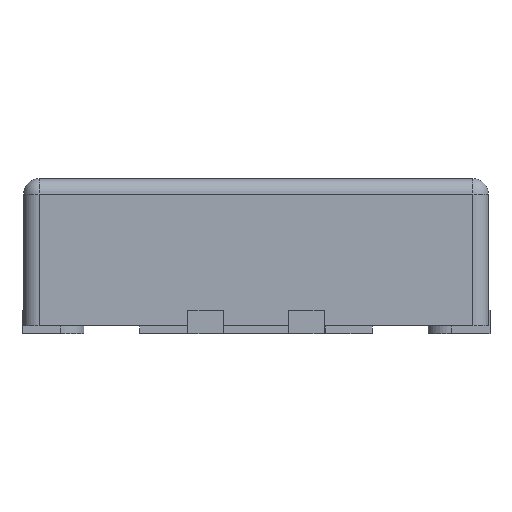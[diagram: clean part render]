
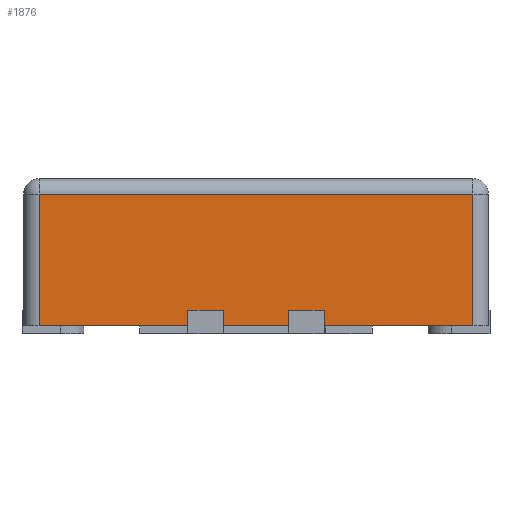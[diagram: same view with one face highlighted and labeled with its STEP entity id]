
A CAD part, front view. The second image highlights one B-rep face of the part: STEP entity #1876.
In plain terms, the highlighted planar face has unit normal (0, -1, 0).
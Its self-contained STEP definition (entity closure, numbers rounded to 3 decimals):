
#13 = FACE_OUTER_BOUND ( 'NONE', #7004, .T. ) ;
#306 = LINE ( 'NONE', #22987, #870 ) ;
#813 = DIRECTION ( 'NONE',  ( 0., 0., 1. ) ) ;
#870 = VECTOR ( 'NONE', #11626, 1000. ) ;
#1392 = VERTEX_POINT ( 'NONE', #8161 ) ;
#1876 = ADVANCED_FACE ( 'NONE', ( #13 ), #23018, .F. ) ;
#2473 = LINE ( 'NONE', #27671, #17679 ) ;
#2742 = DIRECTION ( 'NONE',  ( 0., 0., 1. ) ) ;
#3730 = CARTESIAN_POINT ( 'NONE',  ( 0.44, -1.5, 0.15 ) ) ;
#3977 = ORIENTED_EDGE ( 'NONE', *, *, #8002, .T. ) ;
#4063 = LINE ( 'NONE', #28963, #24808 ) ;
#4753 = CARTESIAN_POINT ( 'NONE',  ( -0.21, -1.5, 1. ) ) ;
#4756 = LINE ( 'NONE', #27583, #28147 ) ;
#5058 = VERTEX_POINT ( 'NONE', #3730 ) ;
#5066 = CARTESIAN_POINT ( 'NONE',  ( -1.5, -1.5, 0.9 ) ) ;
#5314 = CARTESIAN_POINT ( 'NONE',  ( 1.4, -1.5, 0.05 ) ) ;
#5436 = VECTOR ( 'NONE', #9461, 1000. ) ;
#5636 = CARTESIAN_POINT ( 'NONE',  ( 0.21, -1.5, 1. ) ) ;
#5726 = CARTESIAN_POINT ( 'NONE',  ( 0.44, -1.5, 1. ) ) ;
#5890 = LINE ( 'NONE', #12412, #8495 ) ;
#6058 = EDGE_CURVE ( 'NONE', #27601, #7426, #9518, .T. ) ;
#6951 = VERTEX_POINT ( 'NONE', #14599 ) ;
#7004 = EDGE_LOOP ( 'NONE', ( #20293, #8564, #3977, #15948, #13956, #20658, #13079, #26014, #12425, #7882, #10192, #9643 ) ) ;
#7269 = DIRECTION ( 'NONE',  ( 0., 0., 1. ) ) ;
#7426 = VERTEX_POINT ( 'NONE', #15486 ) ;
#7519 = EDGE_CURVE ( 'NONE', #23120, #27601, #306, .T. ) ;
#7696 = CARTESIAN_POINT ( 'NONE',  ( -0.21, -1.5, 0.05 ) ) ;
#7882 = ORIENTED_EDGE ( 'NONE', *, *, #12022, .F. ) ;
#8002 = EDGE_CURVE ( 'NONE', #26679, #1392, #5890, .T. ) ;
#8161 = CARTESIAN_POINT ( 'NONE',  ( -0.44, -1.5, 0.05 ) ) ;
#8394 = EDGE_CURVE ( 'NONE', #26910, #19441, #4063, .T. ) ;
#8495 = VECTOR ( 'NONE', #28135, 1000. ) ;
#8564 = ORIENTED_EDGE ( 'NONE', *, *, #27816, .T. ) ;
#8648 = DIRECTION ( 'NONE',  ( 1., 0., 0. ) ) ;
#8888 = CARTESIAN_POINT ( 'NONE',  ( -1.5, -1.5, 0.15 ) ) ;
#9377 = DIRECTION ( 'NONE',  ( -1., 0., 0. ) ) ;
#9379 = EDGE_CURVE ( 'NONE', #24133, #19441, #29385, .T. ) ;
#9461 = DIRECTION ( 'NONE',  ( 1., 0., 0. ) ) ;
#9518 = LINE ( 'NONE', #5066, #10352 ) ;
#9635 = CARTESIAN_POINT ( 'NONE',  ( -0.44, -1.5, 0.15 ) ) ;
#9643 = ORIENTED_EDGE ( 'NONE', *, *, #7519, .T. ) ;
#10192 = ORIENTED_EDGE ( 'NONE', *, *, #15357, .T. ) ;
#10352 = VECTOR ( 'NONE', #9377, 1000. ) ;
#10855 = EDGE_CURVE ( 'NONE', #6951, #13637, #12747, .T. ) ;
#11626 = DIRECTION ( 'NONE',  ( 0., 0., 1. ) ) ;
#12022 = EDGE_CURVE ( 'NONE', #22690, #5058, #21123, .T. ) ;
#12412 = CARTESIAN_POINT ( 'NONE',  ( -1.5, -1.5, 0.05 ) ) ;
#12425 = ORIENTED_EDGE ( 'NONE', *, *, #17021, .T. ) ;
#12747 = LINE ( 'NONE', #5636, #22943 ) ;
#13079 = ORIENTED_EDGE ( 'NONE', *, *, #15702, .T. ) ;
#13637 = VERTEX_POINT ( 'NONE', #28131 ) ;
#13956 = ORIENTED_EDGE ( 'NONE', *, *, #8394, .T. ) ;
#14599 = CARTESIAN_POINT ( 'NONE',  ( 0.21, -1.5, 0.05 ) ) ;
#14850 = CARTESIAN_POINT ( 'NONE',  ( 1.4, -1.5, 0.9 ) ) ;
#14899 = VECTOR ( 'NONE', #24906, 1000. ) ;
#15310 = CARTESIAN_POINT ( 'NONE',  ( 0.44, -1.5, 0.05 ) ) ;
#15357 = EDGE_CURVE ( 'NONE', #22690, #23120, #2473, .T. ) ;
#15486 = CARTESIAN_POINT ( 'NONE',  ( -1.4, -1.5, 0.9 ) ) ;
#15702 = EDGE_CURVE ( 'NONE', #24133, #6951, #18535, .T. ) ;
#15838 = AXIS2_PLACEMENT_3D ( 'NONE', #15961, #18328, #2742 ) ;
#15948 = ORIENTED_EDGE ( 'NONE', *, *, #20520, .T. ) ;
#15955 = VECTOR ( 'NONE', #813, 1000. ) ;
#15961 = CARTESIAN_POINT ( 'NONE',  ( -1.5, -1.5, 1. ) ) ;
#16520 = CARTESIAN_POINT ( 'NONE',  ( -1.4, -1.5, 0.05 ) ) ;
#16626 = DIRECTION ( 'NONE',  ( 0., 0., -1. ) ) ;
#17021 = EDGE_CURVE ( 'NONE', #13637, #5058, #27390, .T. ) ;
#17679 = VECTOR ( 'NONE', #18501, 1000. ) ;
#18328 = DIRECTION ( 'NONE',  ( 0., 1., 0. ) ) ;
#18501 = DIRECTION ( 'NONE',  ( 1., 0., 0. ) ) ;
#18535 = LINE ( 'NONE', #23090, #28597 ) ;
#19441 = VERTEX_POINT ( 'NONE', #23608 ) ;
#19795 = VECTOR ( 'NONE', #16626, 1000. ) ;
#20293 = ORIENTED_EDGE ( 'NONE', *, *, #6058, .T. ) ;
#20520 = EDGE_CURVE ( 'NONE', #1392, #26910, #4756, .T. ) ;
#20587 = DIRECTION ( 'NONE',  ( 1., 0., 0. ) ) ;
#20658 = ORIENTED_EDGE ( 'NONE', *, *, #9379, .F. ) ;
#21123 = LINE ( 'NONE', #5726, #15955 ) ;
#21735 = DIRECTION ( 'NONE',  ( 0., 0., 1. ) ) ;
#22690 = VERTEX_POINT ( 'NONE', #15310 ) ;
#22943 = VECTOR ( 'NONE', #21735, 1000. ) ;
#22987 = CARTESIAN_POINT ( 'NONE',  ( 1.4, -1.5, 1. ) ) ;
#23018 = PLANE ( 'NONE',  #15838 ) ;
#23090 = CARTESIAN_POINT ( 'NONE',  ( -1.5, -1.5, 0.05 ) ) ;
#23120 = VERTEX_POINT ( 'NONE', #5314 ) ;
#23608 = CARTESIAN_POINT ( 'NONE',  ( -0.21, -1.5, 0.15 ) ) ;
#24133 = VERTEX_POINT ( 'NONE', #7696 ) ;
#24808 = VECTOR ( 'NONE', #8648, 1000. ) ;
#24906 = DIRECTION ( 'NONE',  ( 0., 0., 1. ) ) ;
#25920 = LINE ( 'NONE', #27737, #19795 ) ;
#26014 = ORIENTED_EDGE ( 'NONE', *, *, #10855, .T. ) ;
#26679 = VERTEX_POINT ( 'NONE', #16520 ) ;
#26910 = VERTEX_POINT ( 'NONE', #9635 ) ;
#27390 = LINE ( 'NONE', #8888, #5436 ) ;
#27583 = CARTESIAN_POINT ( 'NONE',  ( -0.44, -1.5, 1. ) ) ;
#27601 = VERTEX_POINT ( 'NONE', #14850 ) ;
#27671 = CARTESIAN_POINT ( 'NONE',  ( -1.5, -1.5, 0.05 ) ) ;
#27737 = CARTESIAN_POINT ( 'NONE',  ( -1.4, -1.5, 1. ) ) ;
#27816 = EDGE_CURVE ( 'NONE', #7426, #26679, #25920, .T. ) ;
#28131 = CARTESIAN_POINT ( 'NONE',  ( 0.21, -1.5, 0.15 ) ) ;
#28135 = DIRECTION ( 'NONE',  ( 1., 0., 0. ) ) ;
#28147 = VECTOR ( 'NONE', #7269, 1000. ) ;
#28597 = VECTOR ( 'NONE', #20587, 1000. ) ;
#28963 = CARTESIAN_POINT ( 'NONE',  ( -1.5, -1.5, 0.15 ) ) ;
#29385 = LINE ( 'NONE', #4753, #14899 ) ;
